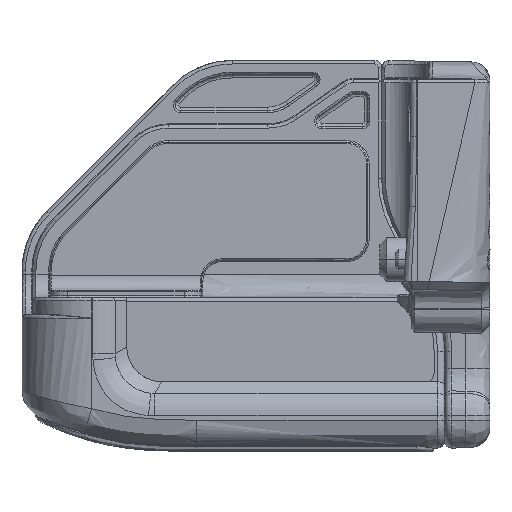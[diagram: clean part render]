
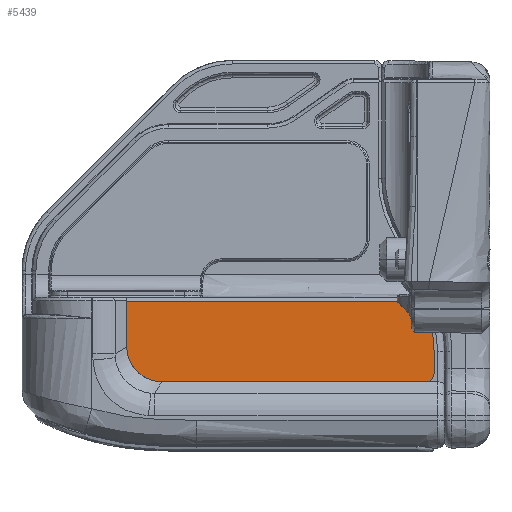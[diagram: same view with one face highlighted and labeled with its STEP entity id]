
A CAD part, left-side view. The second image highlights one B-rep face of the part: STEP entity #5439.
In plain terms, the highlighted planar face has unit normal (-1, 0, 0).
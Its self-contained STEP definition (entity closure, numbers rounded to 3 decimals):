
#209 = CARTESIAN_POINT ( 'NONE',  ( 60.47, -36.8, -24.5 ) ) ;
#781 = CARTESIAN_POINT ( 'NONE',  ( 60.47, 5.893, -20.725 ) ) ;
#1069 = LINE ( 'NONE', #43097, #26713 ) ;
#3772 = FACE_OUTER_BOUND ( 'NONE', #12229, .T. ) ;
#4171 = CARTESIAN_POINT ( 'NONE',  ( 60.47, 1., -24.5 ) ) ;
#4324 = CARTESIAN_POINT ( 'NONE',  ( 60.47, 6., -19.5 ) ) ;
#4409 = EDGE_CURVE ( 'NONE', #36208, #16235, #1069, .T. ) ;
#4658 = EDGE_CURVE ( 'NONE', #23347, #36360, #16840, .T. ) ;
#5439 = ADVANCED_FACE ( 'NONE', ( #3772 ), #10137, .T. ) ;
#6069 = ORIENTED_EDGE ( 'NONE', *, *, #12559, .F. ) ;
#7181 = CARTESIAN_POINT ( 'NONE',  ( 60.47, -37.968, -23.616 ) ) ;
#7245 = CARTESIAN_POINT ( 'NONE',  ( 60.47, -38., -23.3 ) ) ;
#7744 = CARTESIAN_POINT ( 'NONE',  ( 60.47, 2.225, -24.393 ) ) ;
#7870 = VERTEX_POINT ( 'NONE', #7245 ) ;
#8534 = VECTOR ( 'NONE', #30906, 1000. ) ;
#8621 = DIRECTION ( 'NONE',  ( 0., -1., 0. ) ) ;
#9265 = LINE ( 'NONE', #12760, #27725 ) ;
#10137 = PLANE ( 'NONE',  #27850 ) ;
#10255 = EDGE_CURVE ( 'NONE', #23842, #23347, #21570, .T. ) ;
#10684 = CARTESIAN_POINT ( 'NONE',  ( 60.47, -37.759, -24.038 ) ) ;
#11231 = CARTESIAN_POINT ( 'NONE',  ( 60.47, 3.45, -23.872 ) ) ;
#11987 = ORIENTED_EDGE ( 'NONE', *, *, #17796, .T. ) ;
#12229 = EDGE_LOOP ( 'NONE', ( #21337, #43009, #23686, #37787, #35665, #11987, #18666, #6069 ) ) ;
#12559 = EDGE_CURVE ( 'NONE', #36360, #36208, #43173, .T. ) ;
#12760 = CARTESIAN_POINT ( 'NONE',  ( 60.47, -36.517, -14.046 ) ) ;
#13612 = DIRECTION ( 'NONE',  ( 0., 0., 1. ) ) ;
#14172 = CARTESIAN_POINT ( 'NONE',  ( 60.47, -37.531, -24.255 ) ) ;
#14609 = VECTOR ( 'NONE', #43427, 1000. ) ;
#14724 = CARTESIAN_POINT ( 'NONE',  ( 60.47, 4.291, -23.28 ) ) ;
#16235 = VERTEX_POINT ( 'NONE', #19469 ) ;
#16840 = B_SPLINE_CURVE_WITH_KNOTS ( 'NONE', 3,
 ( #4171, #28516, #7744, #32008, #11231, #35449, #14724, #38933, #18201, #42364, #21690, #781, #25189, #4324 ),
 .UNSPECIFIED., .F., .F.,
 ( 4, 2, 2, 2, 2, 2, 4 ),
 ( 0., 0.002, 0.003, 0.004, 0.005, 0.006, 0.008 ),
 .UNSPECIFIED. ) ;
#17638 = CARTESIAN_POINT ( 'NONE',  ( 60.47, -37.332, -24.379 ) ) ;
#17796 = EDGE_CURVE ( 'NONE', #42607, #16235, #9265, .T. ) ;
#18201 = CARTESIAN_POINT ( 'NONE',  ( 60.47, 4.998, -22.522 ) ) ;
#18666 = ORIENTED_EDGE ( 'NONE', *, *, #4409, .F. ) ;
#19469 = CARTESIAN_POINT ( 'NONE',  ( 60.47, -35.96, -12.959 ) ) ;
#19539 = EDGE_CURVE ( 'NONE', #30687, #7870, #24923, .T. ) ;
#19711 = CARTESIAN_POINT ( 'NONE',  ( 60.47, -37.364, -15.979 ) ) ;
#21140 = CARTESIAN_POINT ( 'NONE',  ( 60.47, -36.957, -24.5 ) ) ;
#21337 = ORIENTED_EDGE ( 'NONE', *, *, #4658, .F. ) ;
#21570 = LINE ( 'NONE', #26383, #39960 ) ;
#21690 = CARTESIAN_POINT ( 'NONE',  ( 60.47, 5.527, -21.648 ) ) ;
#21850 = EDGE_CURVE ( 'NONE', #7870, #23842, #40471, .T. ) ;
#22680 = CARTESIAN_POINT ( 'NONE',  ( 60.47, -36.8, -24.5 ) ) ;
#23205 = CARTESIAN_POINT ( 'NONE',  ( 60.47, -36.517, -14.046 ) ) ;
#23347 = VERTEX_POINT ( 'NONE', #29392 ) ;
#23686 = ORIENTED_EDGE ( 'NONE', *, *, #21850, .F. ) ;
#23842 = VERTEX_POINT ( 'NONE', #22680 ) ;
#24923 = LINE ( 'NONE', #33167, #14609 ) ;
#24933 = CARTESIAN_POINT ( 'NONE',  ( 60.47, 6., -12.959 ) ) ;
#25189 = CARTESIAN_POINT ( 'NONE',  ( 60.47, 6., -20.088 ) ) ;
#26227 = DIRECTION ( 'NONE',  ( 0., 1., 0. ) ) ;
#26265 = CARTESIAN_POINT ( 'NONE',  ( 60.47, -38., -20.198 ) ) ;
#26383 = CARTESIAN_POINT ( 'NONE',  ( 60.47, -36.8, -24.5 ) ) ;
#26713 = VECTOR ( 'NONE', #8621, 1000. ) ;
#27725 = VECTOR ( 'NONE', #36968, 1000. ) ;
#27850 = AXIS2_PLACEMENT_3D ( 'NONE', #44476, #34349, #13612 ) ;
#28516 = CARTESIAN_POINT ( 'NONE',  ( 60.47, 1.588, -24.5 ) ) ;
#29392 = CARTESIAN_POINT ( 'NONE',  ( 60.47, 1., -24.5 ) ) ;
#30003 = CARTESIAN_POINT ( 'NONE',  ( 60.47, -38., -19.142 ) ) ;
#30687 = VERTEX_POINT ( 'NONE', #26265 ) ;
#30906 = DIRECTION ( 'NONE',  ( 0., 0., 1. ) ) ;
#31438 = CARTESIAN_POINT ( 'NONE',  ( 60.47, -37.848, -23.904 ) ) ;
#32008 = CARTESIAN_POINT ( 'NONE',  ( 60.47, 3.148, -24.027 ) ) ;
#32899 = CARTESIAN_POINT ( 'NONE',  ( 60.47, -36.517, -14.046 ) ) ;
#33167 = CARTESIAN_POINT ( 'NONE',  ( 60.47, -38., -21.808 ) ) ;
#34349 = DIRECTION ( 'NONE',  ( -1., 0., 0. ) ) ;
#34365 = CARTESIAN_POINT ( 'NONE',  ( 60.47, 6., -12.9 ) ) ;
#34752 = CARTESIAN_POINT ( 'NONE',  ( 60.47, -38., -23.3 ) ) ;
#34899 = CARTESIAN_POINT ( 'NONE',  ( 60.47, -37.593, -24.204 ) ) ;
#35449 = CARTESIAN_POINT ( 'NONE',  ( 60.47, 4.022, -23.498 ) ) ;
#35458 = B_SPLINE_CURVE_WITH_KNOTS ( 'NONE', 3,
 ( #39973, #30003, #40425, #19711, #43903, #23205 ),
 .UNSPECIFIED., .F., .F.,
 ( 4, 2, 4 ),
 ( 0., 0.003, 0.006 ),
 .UNSPECIFIED. ) ;
#35665 = ORIENTED_EDGE ( 'NONE', *, *, #42683, .T. ) ;
#36208 = VERTEX_POINT ( 'NONE', #24933 ) ;
#36360 = VERTEX_POINT ( 'NONE', #40610 ) ;
#36968 = DIRECTION ( 'NONE',  ( 0., 0.456, 0.89 ) ) ;
#37787 = ORIENTED_EDGE ( 'NONE', *, *, #19539, .F. ) ;
#38372 = CARTESIAN_POINT ( 'NONE',  ( 60.47, -37.401, -24.342 ) ) ;
#38933 = CARTESIAN_POINT ( 'NONE',  ( 60.47, 4.78, -22.791 ) ) ;
#39960 = VECTOR ( 'NONE', #26227, 1000. ) ;
#39973 = CARTESIAN_POINT ( 'NONE',  ( 60.47, -38., -20.198 ) ) ;
#40425 = CARTESIAN_POINT ( 'NONE',  ( 60.47, -37.873, -18.086 ) ) ;
#40471 = B_SPLINE_CURVE_WITH_KNOTS ( 'NONE', 3,
 ( #34752, #41679, #7181, #31438, #10684, #34899, #14172, #38372, #17638, #41826, #21140, #209 ),
 .UNSPECIFIED., .F., .F.,
 ( 4, 2, 2, 2, 2, 4 ),
 ( 0., 0., 0.001, 0.001, 0.001, 0.002 ),
 .UNSPECIFIED. ) ;
#40610 = CARTESIAN_POINT ( 'NONE',  ( 60.47, 6., -19.5 ) ) ;
#41679 = CARTESIAN_POINT ( 'NONE',  ( 60.47, -38., -23.458 ) ) ;
#41826 = CARTESIAN_POINT ( 'NONE',  ( 60.47, -37.114, -24.469 ) ) ;
#42364 = CARTESIAN_POINT ( 'NONE',  ( 60.47, 5.372, -21.95 ) ) ;
#42607 = VERTEX_POINT ( 'NONE', #32899 ) ;
#42683 = EDGE_CURVE ( 'NONE', #30687, #42607, #35458, .T. ) ;
#43009 = ORIENTED_EDGE ( 'NONE', *, *, #10255, .F. ) ;
#43097 = CARTESIAN_POINT ( 'NONE',  ( 60.47, 14.85, -12.959 ) ) ;
#43173 = LINE ( 'NONE', #34365, #8534 ) ;
#43427 = DIRECTION ( 'NONE',  ( 0., 0., -1. ) ) ;
#43903 = CARTESIAN_POINT ( 'NONE',  ( 60.47, -36.997, -14.984 ) ) ;
#44476 = CARTESIAN_POINT ( 'NONE',  ( 60.47, 14.85, -26.659 ) ) ;
